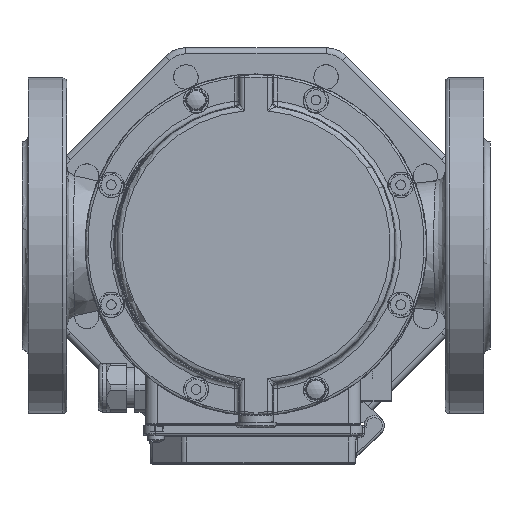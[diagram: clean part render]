
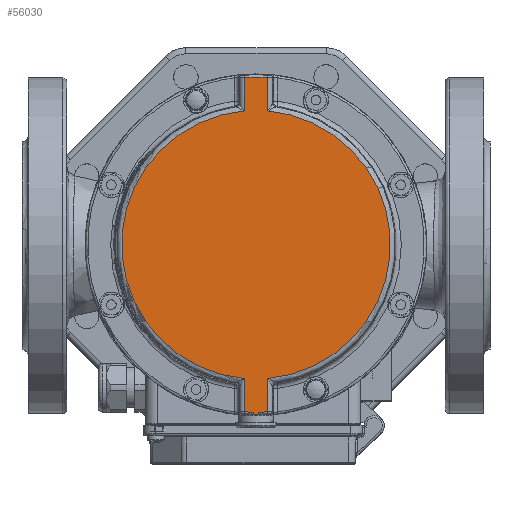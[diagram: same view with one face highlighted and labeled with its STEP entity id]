
A CAD part, top view. The second image highlights one B-rep face of the part: STEP entity #56030.
In plain terms, the highlighted planar face has unit normal (0, 0, 1).
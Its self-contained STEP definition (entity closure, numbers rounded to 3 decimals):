
#4822=LINE('',#121877,#8246);
#4823=LINE('',#121902,#8247);
#4824=LINE('',#121905,#8248);
#4825=LINE('',#121907,#8249);
#4826=LINE('',#121911,#8250);
#4827=LINE('',#121913,#8251);
#8246=VECTOR('',#75543,1.633);
#8247=VECTOR('',#75546,1.633);
#8248=VECTOR('',#75549,1.633);
#8249=VECTOR('',#75550,0.09);
#8250=VECTOR('',#75555,0.09);
#8251=VECTOR('',#75556,1.633);
#11617=PLANE('',#61445);
#15626=FACE_OUTER_BOUND('',#19473,.T.);
#19473=EDGE_LOOP('',(#50439,#50440,#50441,#50442,#50443,#50444,#50445,#50446,
#50447,#50448,#50449,#50450,#50451,#50452));
#22042=CIRCLE('',#61402,8.23);
#22052=CIRCLE('',#61413,8.23);
#22054=CIRCLE('',#61416,8.35);
#22056=CIRCLE('',#61419,8.23);
#22067=CIRCLE('',#61446,6.602);
#22068=CIRCLE('',#61447,0.03);
#22069=CIRCLE('',#61448,0.03);
#22070=CIRCLE('',#61449,6.602);
#27057=VERTEX_POINT('',#120409);
#27059=VERTEX_POINT('',#120451);
#27073=VERTEX_POINT('',#120846);
#27076=VERTEX_POINT('',#120889);
#27079=VERTEX_POINT('',#120920);
#27080=VERTEX_POINT('',#120923);
#27082=VERTEX_POINT('',#120962);
#27083=VERTEX_POINT('',#120964);
#27133=VERTEX_POINT('',#121876);
#27134=VERTEX_POINT('',#121901);
#27135=VERTEX_POINT('',#121903);
#27136=VERTEX_POINT('',#121906);
#27137=VERTEX_POINT('',#121909);
#27138=VERTEX_POINT('',#121912);
#34932=EDGE_CURVE('',#27059,#27057,#22042,.T.);
#34955=EDGE_CURVE('',#27076,#27073,#22052,.T.);
#34959=EDGE_CURVE('',#27079,#27080,#22054,.T.);
#34962=EDGE_CURVE('',#27083,#27082,#22056,.T.);
#35039=EDGE_CURVE('',#27057,#27133,#4822,.T.);
#35041=EDGE_CURVE('',#27134,#27059,#4823,.T.);
#35042=EDGE_CURVE('',#27133,#27135,#22067,.T.);
#35043=EDGE_CURVE('',#27135,#27083,#4824,.T.);
#35044=EDGE_CURVE('',#27082,#27136,#4825,.T.);
#35045=EDGE_CURVE('',#27136,#27079,#22068,.T.);
#35046=EDGE_CURVE('',#27080,#27137,#22069,.T.);
#35047=EDGE_CURVE('',#27137,#27076,#4826,.T.);
#35048=EDGE_CURVE('',#27073,#27138,#4827,.T.);
#35049=EDGE_CURVE('',#27138,#27134,#22070,.T.);
#50439=ORIENTED_EDGE('',*,*,#35041,.T.);
#50440=ORIENTED_EDGE('',*,*,#34932,.T.);
#50441=ORIENTED_EDGE('',*,*,#35039,.T.);
#50442=ORIENTED_EDGE('',*,*,#35042,.T.);
#50443=ORIENTED_EDGE('',*,*,#35043,.T.);
#50444=ORIENTED_EDGE('',*,*,#34962,.T.);
#50445=ORIENTED_EDGE('',*,*,#35044,.T.);
#50446=ORIENTED_EDGE('',*,*,#35045,.T.);
#50447=ORIENTED_EDGE('',*,*,#34959,.T.);
#50448=ORIENTED_EDGE('',*,*,#35046,.T.);
#50449=ORIENTED_EDGE('',*,*,#35047,.T.);
#50450=ORIENTED_EDGE('',*,*,#34955,.T.);
#50451=ORIENTED_EDGE('',*,*,#35048,.T.);
#50452=ORIENTED_EDGE('',*,*,#35049,.T.);
#56030=ADVANCED_FACE('',(#15626),#11617,.F.);
#61402=AXIS2_PLACEMENT_3D('',#120455,#75415,#75416);
#61413=AXIS2_PLACEMENT_3D('',#120917,#75437,#75438);
#61416=AXIS2_PLACEMENT_3D('',#120925,#75445,#75446);
#61419=AXIS2_PLACEMENT_3D('',#120965,#75451,#75452);
#61445=AXIS2_PLACEMENT_3D('',#121900,#75544,#75545);
#61446=AXIS2_PLACEMENT_3D('',#121904,#75547,#75548);
#61447=AXIS2_PLACEMENT_3D('',#121908,#75551,#75552);
#61448=AXIS2_PLACEMENT_3D('',#121910,#75553,#75554);
#61449=AXIS2_PLACEMENT_3D('',#121914,#75557,#75558);
#75415=DIRECTION('center_axis',(0.,0.,
1.));
#75416=DIRECTION('ref_axis',(1.,0.,0.));
#75437=DIRECTION('center_axis',(0.,0.,
1.));
#75438=DIRECTION('ref_axis',(1.,0.,0.));
#75445=DIRECTION('center_axis',(0.,0.,
1.));
#75446=DIRECTION('ref_axis',(-1.,0.,0.));
#75451=DIRECTION('center_axis',(0.,0.,
1.));
#75452=DIRECTION('ref_axis',(1.,0.,0.));
#75543=DIRECTION('',(0.,-1.,0.));
#75544=DIRECTION('center_axis',(0.,0.,
-1.));
#75545=DIRECTION('ref_axis',(1.,0.,0.));
#75546=DIRECTION('',(0.,1.,0.));
#75547=DIRECTION('center_axis',(0.,0.,
1.));
#75548=DIRECTION('ref_axis',(1.,0.,0.));
#75549=DIRECTION('',(0.,-1.,0.));
#75550=DIRECTION('',(0.,-1.,0.));
#75551=DIRECTION('center_axis',(0.,0.,
1.));
#75552=DIRECTION('ref_axis',(-1.,0.,0.));
#75553=DIRECTION('center_axis',(0.,0.,
1.));
#75554=DIRECTION('ref_axis',(1.,0.,0.));
#75555=DIRECTION('',(0.,1.,0.));
#75556=DIRECTION('',(0.,1.,0.));
#75557=DIRECTION('center_axis',(0.,0.,
1.));
#75558=DIRECTION('ref_axis',(1.,0.,0.));
#120409=CARTESIAN_POINT('',(-1.747,8.373,42.185));
#120451=CARTESIAN_POINT('',(-0.607,8.373,42.185));
#120455=CARTESIAN_POINT('Origin',(-1.177,0.164,42.185));
#120846=CARTESIAN_POINT('',(-0.607,-8.046,42.185));
#120889=CARTESIAN_POINT('',(-1.077,-8.066,42.185));
#120917=CARTESIAN_POINT('Origin',(-1.177,0.164,42.185));
#120920=CARTESIAN_POINT('',(-1.248,-8.186,42.185));
#120923=CARTESIAN_POINT('',(-1.107,-8.186,42.185));
#120925=CARTESIAN_POINT('Origin',(-1.177,0.164,42.185));
#120962=CARTESIAN_POINT('',(-1.277,-8.066,42.185));
#120964=CARTESIAN_POINT('',(-1.747,-8.046,42.185));
#120965=CARTESIAN_POINT('Origin',(-1.177,0.164,42.185));
#121876=CARTESIAN_POINT('',(-1.747,6.741,42.185));
#121877=CARTESIAN_POINT('',(-1.747,0.164,42.185));
#121900=CARTESIAN_POINT('Origin',(5.723,0.164,42.185));
#121901=CARTESIAN_POINT('',(-0.607,6.741,42.185));
#121902=CARTESIAN_POINT('',(-0.607,0.164,42.185));
#121903=CARTESIAN_POINT('',(-1.747,-6.414,42.185));
#121904=CARTESIAN_POINT('Origin',(-1.177,0.164,42.185));
#121905=CARTESIAN_POINT('',(-1.747,0.164,42.185));
#121906=CARTESIAN_POINT('',(-1.277,-8.156,42.185));
#121907=CARTESIAN_POINT('',(-1.277,-8.066,42.185));
#121908=CARTESIAN_POINT('Origin',(-1.247,-8.156,42.185));
#121909=CARTESIAN_POINT('',(-1.077,-8.156,42.185));
#121910=CARTESIAN_POINT('Origin',(-1.107,-8.156,42.185));
#121911=CARTESIAN_POINT('',(-1.077,-8.066,42.185));
#121912=CARTESIAN_POINT('',(-0.607,-6.414,42.185));
#121913=CARTESIAN_POINT('',(-0.607,0.164,42.185));
#121914=CARTESIAN_POINT('Origin',(-1.177,0.164,42.185));
